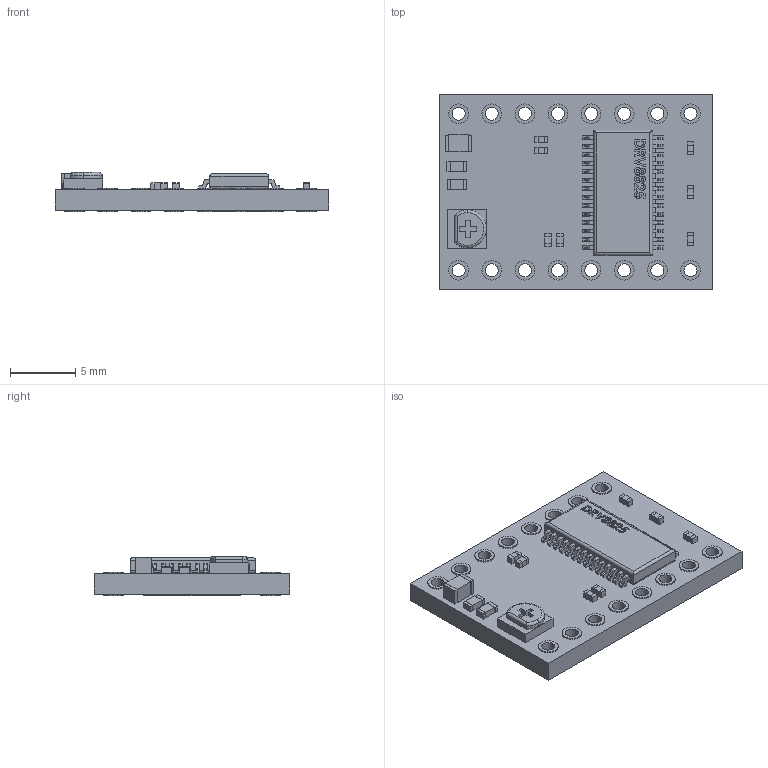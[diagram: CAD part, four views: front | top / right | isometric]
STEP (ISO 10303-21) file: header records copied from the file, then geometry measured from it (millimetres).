
FILE_DESCRIPTION (( 'STEP AP214' ), '1' );
FILE_NAME ('DRV 8825 Assem.STEP', '2018-10-21T18:50:36', ( '' ), ( '' ), 'SwSTEP 2.0', 'SolidWorks 2018', '' );
FILE_SCHEMA (( 'AUTOMOTIVE_DESIGN' ));
Length unit declared in the file: millimetre
Products named in the file (7): 0402 Resistor; 0603 Resistor; DRV8825 IC; PCB; DRV 8825 Assem; 0805 Capacitor; SMD Pot
Assembly tree (13 placements, depth 2):
  DRV 8825 Assem
    PCB
    SMD Pot
    0603 Resistor  x2
    0805 Capacitor
    0402 Resistor  x7
    DRV8825 IC
Bounding box: 21 x 15 x 3 mm (x, y, z)
Volume: 561.1 mm3; surface area: 1109.1 mm2
Topology: 13 solids, 13 shells, 950 faces, 2473 edges, 1626 vertices
Faces by surface type: plane 518, cylinder 374, bspline 55, torus 3
Entity records: 34660 total; most frequent: CARTESIAN_POINT 8000, ORIENTED_EDGE 4538, DIRECTION 4506, EDGE_CURVE 2269, AXIS2_PLACEMENT_3D 1548, VERTEX_POINT 1506, LINE 1410, VECTOR 1410
